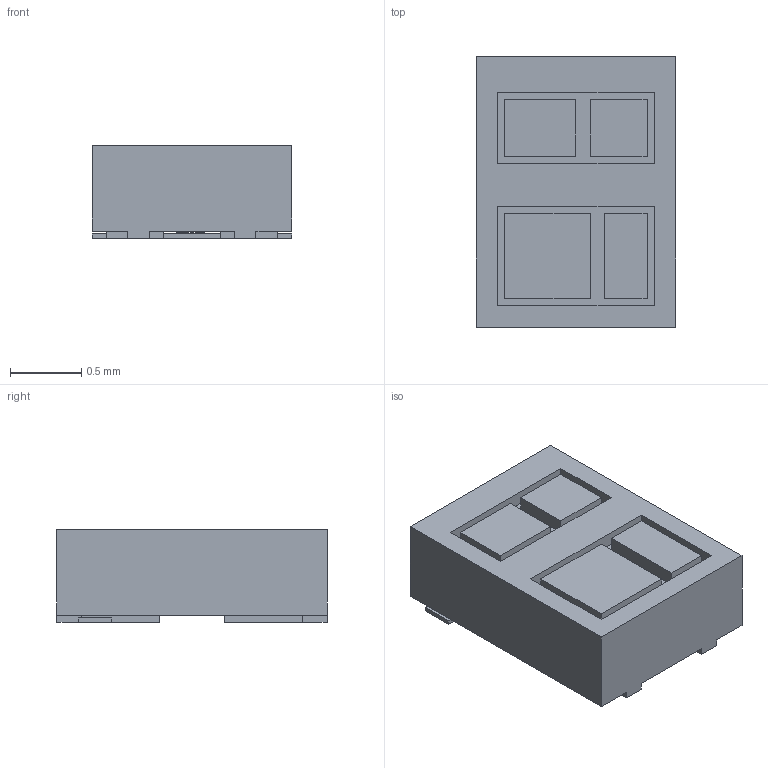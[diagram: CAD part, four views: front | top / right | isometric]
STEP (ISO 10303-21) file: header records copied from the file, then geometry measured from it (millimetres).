
FILE_DESCRIPTION (( 'STEP AP214' ), '1' );
FILE_NAME ('OPTO-SMD-4_ITR1204SR10A.step', '2022-07-05T13:47:28', ( '' ), ( '' ), 'SwSTEP 2.0', 'SolidWorks 2020', '' );
FILE_SCHEMA (( 'AUTOMOTIVE_DESIGN' ));
Length unit declared in the file: millimetre
Products named in the file (1): OPTO-SMD-4_ITR1204SR10A
Bounding box: 1.4 x 1.9 x 0.65 mm (x, y, z)
Volume: 1.6 mm3; surface area: 11.9 mm2
Topology: 2 solids, 2 shells, 357 faces, 963 edges, 642 vertices
Faces by surface type: plane 245, bspline 112
Entity records: 16239 total; most frequent: CARTESIAN_POINT 4067, ORIENTED_EDGE 1926, DIRECTION 1227, EDGE_CURVE 963, VECTOR 735, LINE 735, VERTEX_POINT 642, EDGE_LOOP 389
